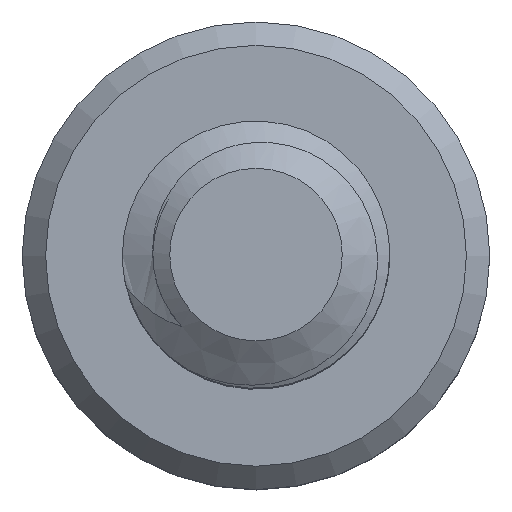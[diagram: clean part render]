
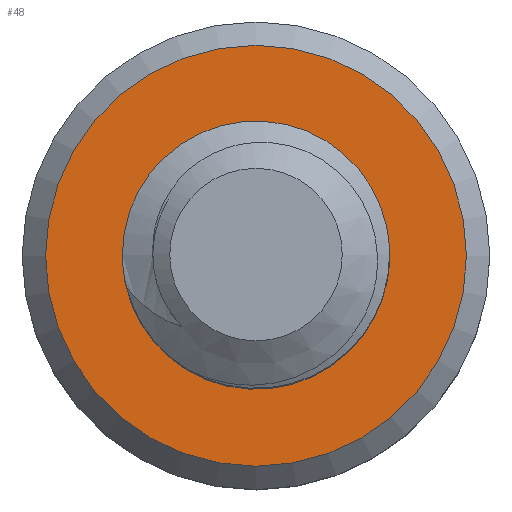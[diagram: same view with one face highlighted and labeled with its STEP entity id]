
A CAD part, top view. The second image highlights one B-rep face of the part: STEP entity #48.
In plain terms, the highlighted planar face has unit normal (0, 0, 1).
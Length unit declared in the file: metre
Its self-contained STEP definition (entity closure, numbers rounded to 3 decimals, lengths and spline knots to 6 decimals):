
#48 = ADVANCED_FACE( 'NONE', ( #113, #114 ), #115, .F. );
#113 = FACE_OUTER_BOUND( '', #198, .T. );
#114 = FACE_BOUND( '', #199, .T. );
#115 = PLANE( '', #200 );
#198 = EDGE_LOOP( '', ( #1105 ) );
#199 = EDGE_LOOP( '', ( #1106, #1107, #1108, #1109 ) );
#200 = AXIS2_PLACEMENT_3D( '', #1110, #1111, #1112 );
#1105 = ORIENTED_EDGE( '', *, *, #1503, .T. );
#1106 = ORIENTED_EDGE( '', *, *, #1504, .F. );
#1107 = ORIENTED_EDGE( '', *, *, #1505, .T. );
#1108 = ORIENTED_EDGE( '', *, *, #1506, .T. );
#1109 = ORIENTED_EDGE( '', *, *, #1507, .T. );
#1110 = CARTESIAN_POINT( '', ( 0., 0., -0.01 ) );
#1111 = DIRECTION( '', ( 0., 0., -1. ) );
#1112 = DIRECTION( '', ( 0., -1., 0. ) );
#1503 = EDGE_CURVE( 'NONE', #1681, #1681, #1682, .T. );
#1504 = EDGE_CURVE( 'NONE', #1683, #1684, #1685, .T. );
#1505 = EDGE_CURVE( 'NONE', #1683, #1686, #1687, .T. );
#1506 = EDGE_CURVE( 'NONE', #1686, #1688, #1689, .T. );
#1507 = EDGE_CURVE( 'NONE', #1688, #1684, #1690, .T. );
#1681 = VERTEX_POINT( '', #1997 );
#1682 = CIRCLE( '', #1998, 0.00315 );
#1683 = VERTEX_POINT( 'NONE', #1999 );
#1684 = VERTEX_POINT( 'NONE', #2000 );
#1685 = CIRCLE( '', #2001, 0.002 );
#1686 = VERTEX_POINT( 'NONE', #2002 );
#1687 = B_SPLINE_CURVE_WITH_KNOTS( '', 2, ( #2003, #2004, #2005, #2006, #2007, #2008, #2009, #2010, #2011, #2012, #2013, #2014, #2015, #2016, #2017, #2018, #2019 ), .UNSPECIFIED., .F., .F., ( 3, 2, 2, 2, 2, 2, 2, 2, 3 ), ( 0., 0.125, 0.25, 0.375, 0.5, 0.625, 0.75, 0.875, 1. ), .UNSPECIFIED. );
#1688 = VERTEX_POINT( 'NONE', #2020 );
#1689 = CIRCLE( '', #2021, 0.001545 );
#1690 = B_SPLINE_CURVE_WITH_KNOTS( '', 2, ( #2022, #2023, #2024, #2025, #2026, #2027, #2028, #2029, #2030, #2031, #2032, #2033, #2034, #2035, #2036, #2037, #2038 ), .UNSPECIFIED., .F., .F., ( 3, 2, 2, 2, 2, 2, 2, 2, 3 ), ( 0., 0.125, 0.25, 0.375, 0.5, 0.625, 0.75, 0.875, 1. ), .UNSPECIFIED. );
#1997 = CARTESIAN_POINT( '', ( -0.00315, 0., -0.01 ) );
#1998 = AXIS2_PLACEMENT_3D( '', #4107, #4108, #4109 );
#1999 = CARTESIAN_POINT( '', ( 0.001954, -0.000429, -0.01 ) );
#2000 = CARTESIAN_POINT( '', ( 0.00169, 0.00107, -0.01 ) );
#2001 = AXIS2_PLACEMENT_3D( '', #4110, #4111, #4112 );
#2002 = CARTESIAN_POINT( '', ( -0.001306, -0.000827, -0.01 ) );
#2003 = CARTESIAN_POINT( '', ( 0.001954, -0.000429, -0.01 ) );
#2004 = CARTESIAN_POINT( '', ( 0.001872, -0.00068, -0.01 ) );
#2005 = CARTESIAN_POINT( '', ( 0.001728, -0.000904, -0.01 ) );
#2006 = CARTESIAN_POINT( '', ( 0.001582, -0.001128, -0.01 ) );
#2007 = CARTESIAN_POINT( '', ( 0.001385, -0.0013, -0.01 ) );
#2008 = CARTESIAN_POINT( '', ( 0.001185, -0.001474, -0.01 ) );
#2009 = CARTESIAN_POINT( '', ( 0.000944, -0.001584, -0.01 ) );
#2010 = CARTESIAN_POINT( '', ( 0.000703, -0.001694, -0.01 ) );
#2011 = CARTESIAN_POINT( '', ( 0.00044, -0.001731, -0.01 ) );
#2012 = CARTESIAN_POINT( '', ( 0.000173, -0.001769, -0.01 ) );
#2013 = CARTESIAN_POINT( '', ( -0.000085, -0.001729, -0.01 ) );
#2014 = CARTESIAN_POINT( '', ( -0.000347, -0.001689, -0.01 ) );
#2015 = CARTESIAN_POINT( '', ( -0.000583, -0.001568, -0.01 ) );
#2016 = CARTESIAN_POINT( '', ( -0.000818, -0.001447, -0.01 ) );
#2017 = CARTESIAN_POINT( '', ( -0.001004, -0.001257, -0.01 ) );
#2018 = CARTESIAN_POINT( '', ( -0.00119, -0.001067, -0.01 ) );
#2019 = CARTESIAN_POINT( '', ( -0.001306, -0.000827, -0.01 ) );
#2020 = CARTESIAN_POINT( '', ( -0.001509, 0.000331, -0.01 ) );
#2021 = AXIS2_PLACEMENT_3D( '', #4113, #4114, #4115 );
#2022 = CARTESIAN_POINT( '', ( -0.001509, 0.000331, -0.01 ) );
#2023 = CARTESIAN_POINT( '', ( -0.001486, 0.000593, -0.01 ) );
#2024 = CARTESIAN_POINT( '', ( -0.001373, 0.000836, -0.01 ) );
#2025 = CARTESIAN_POINT( '', ( -0.00126, 0.001077, -0.01 ) );
#2026 = CARTESIAN_POINT( '', ( -0.001079, 0.001272, -0.01 ) );
#2027 = CARTESIAN_POINT( '', ( -0.0009, 0.001465, -0.01 ) );
#2028 = CARTESIAN_POINT( '', ( -0.000668, 0.001595, -0.01 ) );
#2029 = CARTESIAN_POINT( '', ( -0.000438, 0.001725, -0.01 ) );
#2030 = CARTESIAN_POINT( '', ( -0.000178, 0.001778, -0.01 ) );
#2031 = CARTESIAN_POINT( '', ( 0.000078, 0.001831, -0.01 ) );
#2032 = CARTESIAN_POINT( '', ( 0.000346, 0.001808, -0.01 ) );
#2033 = CARTESIAN_POINT( '', ( 0.000608, 0.001785, -0.01 ) );
#2034 = CARTESIAN_POINT( '', ( 0.000856, 0.001691, -0.01 ) );
#2035 = CARTESIAN_POINT( '', ( 0.001103, 0.001597, -0.01 ) );
#2036 = CARTESIAN_POINT( '', ( 0.001316, 0.001439, -0.01 ) );
#2037 = CARTESIAN_POINT( '', ( 0.001528, 0.001281, -0.01 ) );
#2038 = CARTESIAN_POINT( '', ( 0.00169, 0.00107, -0.01 ) );
#4107 = CARTESIAN_POINT( '', ( 0., 0., -0.01 ) );
#4108 = DIRECTION( '', ( 0., 0., 1. ) );
#4109 = DIRECTION( '', ( -1., 0., 0. ) );
#4110 = CARTESIAN_POINT( '', ( 0., 0., -0.01 ) );
#4111 = DIRECTION( '', ( 0., 0., 1. ) );
#4112 = DIRECTION( '', ( 1., 0., 0. ) );
#4113 = CARTESIAN_POINT( '', ( 0., 0., -0.01 ) );
#4114 = DIRECTION( '', ( 0., 0., -1. ) );
#4115 = DIRECTION( '', ( 1., 0., 0. ) );
